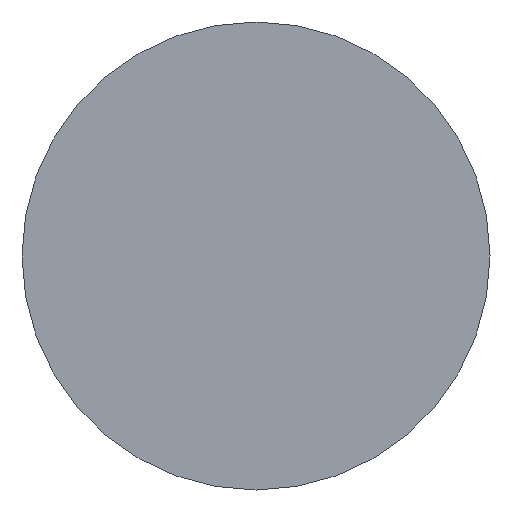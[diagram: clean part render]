
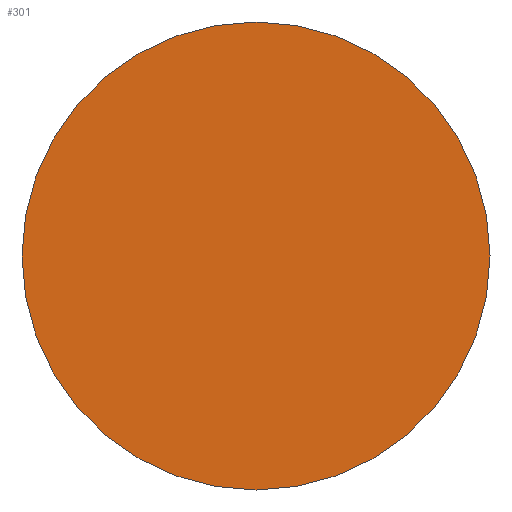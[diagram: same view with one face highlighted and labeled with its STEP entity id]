
A CAD part, front view. The second image highlights one B-rep face of the part: STEP entity #301.
In plain terms, the highlighted planar face has unit normal (0, -1, 0).
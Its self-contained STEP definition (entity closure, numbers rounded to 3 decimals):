
#30=PLANE('',#346);
#47=FACE_OUTER_BOUND('',#70,.T.);
#70=EDGE_LOOP('',(#277));
#134=CIRCLE('',#344,75.);
#160=VERTEX_POINT('',#514);
#199=EDGE_CURVE('',#160,#160,#134,.T.);
#277=ORIENTED_EDGE('',*,*,#199,.F.);
#301=ADVANCED_FACE('',(#47),#30,.F.);
#344=AXIS2_PLACEMENT_3D('',#516,#430,#431);
#346=AXIS2_PLACEMENT_3D('',#518,#434,#435);
#430=DIRECTION('center_axis',(0.,1.,0.));
#431=DIRECTION('ref_axis',(1.,0.,0.));
#434=DIRECTION('center_axis',(0.,1.,0.));
#435=DIRECTION('ref_axis',(1.,0.,0.));
#514=CARTESIAN_POINT('',(-75.,0.,0.));
#516=CARTESIAN_POINT('Origin',(0.,0.,0.));
#518=CARTESIAN_POINT('Origin',(0.,0.,0.));
